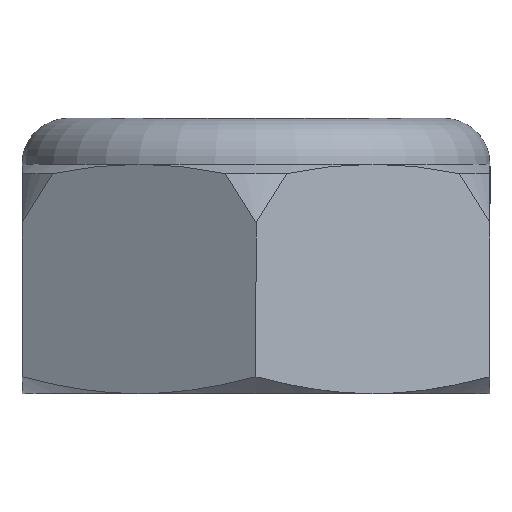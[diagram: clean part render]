
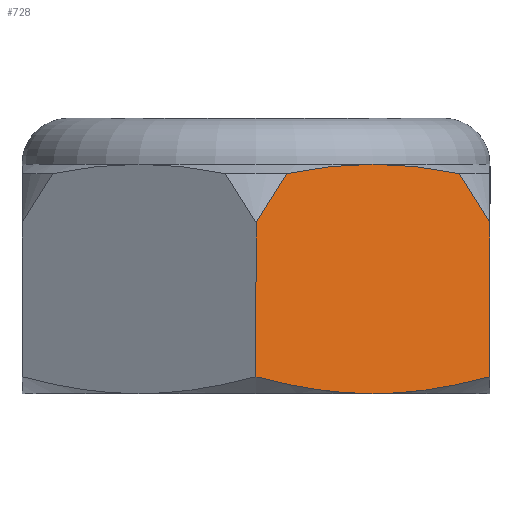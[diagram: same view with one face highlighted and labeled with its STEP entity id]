
A CAD part, front view. The second image highlights one B-rep face of the part: STEP entity #728.
In plain terms, the highlighted face is planar.
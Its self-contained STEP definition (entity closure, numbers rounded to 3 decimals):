
#22=(
BOUNDED_CURVE()
B_SPLINE_CURVE(2,(#1386,#1387,#1388),.UNSPECIFIED.,.F.,.F.)
B_SPLINE_CURVE_WITH_KNOTS((3,3),(0.,0.219),.UNSPECIFIED.)
CURVE()
GEOMETRIC_REPRESENTATION_ITEM()
RATIONAL_B_SPLINE_CURVE((1.,1.002,1.))
REPRESENTATION_ITEM('')
);
#25=(
BOUNDED_CURVE()
B_SPLINE_CURVE(2,(#1401,#1402,#1403),.UNSPECIFIED.,.F.,.F.)
B_SPLINE_CURVE_WITH_KNOTS((3,3),(0.016,0.235),
 .UNSPECIFIED.)
CURVE()
GEOMETRIC_REPRESENTATION_ITEM()
RATIONAL_B_SPLINE_CURVE((1.,1.002,1.))
REPRESENTATION_ITEM('')
);
#36=(
BOUNDED_CURVE()
B_SPLINE_CURVE(2,(#1547,#1548,#1549),.UNSPECIFIED.,.F.,.F.)
B_SPLINE_CURVE_WITH_KNOTS((3,3),(1.829,2.877),
 .UNSPECIFIED.)
CURVE()
GEOMETRIC_REPRESENTATION_ITEM()
RATIONAL_B_SPLINE_CURVE((2.021,2.177,2.177))
REPRESENTATION_ITEM('')
);
#43=(
BOUNDED_CURVE()
B_SPLINE_CURVE(2,(#3251,#3252,#3253),.UNSPECIFIED.,.F.,.F.)
B_SPLINE_CURVE_WITH_KNOTS((3,3),(2.877,3.926),
 .UNSPECIFIED.)
CURVE()
GEOMETRIC_REPRESENTATION_ITEM()
RATIONAL_B_SPLINE_CURVE((2.177,2.177,2.021))
REPRESENTATION_ITEM('')
);
#48=(
BOUNDED_CURVE()
B_SPLINE_CURVE(2,(#3269,#3270,#3271),.UNSPECIFIED.,.F.,.F.)
B_SPLINE_CURVE_WITH_KNOTS((3,3),(2.877,3.674),
 .UNSPECIFIED.)
CURVE()
GEOMETRIC_REPRESENTATION_ITEM()
RATIONAL_B_SPLINE_CURVE((2.177,2.177,2.087))
REPRESENTATION_ITEM('')
);
#51=(
BOUNDED_CURVE()
B_SPLINE_CURVE(2,(#3279,#3280,#3281),.UNSPECIFIED.,.F.,.F.)
B_SPLINE_CURVE_WITH_KNOTS((3,3),(2.081,2.877),
 .UNSPECIFIED.)
CURVE()
GEOMETRIC_REPRESENTATION_ITEM()
RATIONAL_B_SPLINE_CURVE((2.087,2.177,2.177))
REPRESENTATION_ITEM('')
);
#110=PLANE('',#823);
#127=LINE('',#3307,#142);
#128=LINE('',#3309,#143);
#142=VECTOR('',#991,1000.);
#143=VECTOR('',#994,1000.);
#199=FACE_OUTER_BOUND('',#249,.T.);
#249=EDGE_LOOP('',(#645,#646,#647,#648,#649,#650,#651,#652));
#315=VERTEX_POINT('',#1384);
#316=VERTEX_POINT('',#1385);
#318=VERTEX_POINT('',#1395);
#320=VERTEX_POINT('',#1400);
#339=VERTEX_POINT('',#1543);
#341=VERTEX_POINT('',#1546);
#347=VERTEX_POINT('',#1565);
#358=VERTEX_POINT('',#3247);
#389=EDGE_CURVE('',#315,#316,#22,.T.);
#393=EDGE_CURVE('',#320,#318,#25,.T.);
#420=EDGE_CURVE('',#341,#339,#36,.T.);
#450=EDGE_CURVE('',#339,#358,#43,.T.);
#455=EDGE_CURVE('',#347,#320,#48,.T.);
#458=EDGE_CURVE('',#316,#347,#51,.T.);
#465=EDGE_CURVE('',#315,#358,#127,.T.);
#466=EDGE_CURVE('',#318,#341,#128,.T.);
#645=ORIENTED_EDGE('',*,*,#393,.T.);
#646=ORIENTED_EDGE('',*,*,#466,.T.);
#647=ORIENTED_EDGE('',*,*,#420,.T.);
#648=ORIENTED_EDGE('',*,*,#450,.T.);
#649=ORIENTED_EDGE('',*,*,#465,.F.);
#650=ORIENTED_EDGE('',*,*,#389,.T.);
#651=ORIENTED_EDGE('',*,*,#458,.T.);
#652=ORIENTED_EDGE('',*,*,#455,.T.);
#728=ADVANCED_FACE('',(#199),#110,.F.);
#823=AXIS2_PLACEMENT_3D('',#3308,#992,#993);
#991=DIRECTION('',(0.,-1.,0.));
#992=DIRECTION('center_axis',(-0.5,0.,-0.866));
#993=DIRECTION('ref_axis',(-0.866,0.,0.5));
#994=DIRECTION('',(0.,-1.,0.));
#1384=CARTESIAN_POINT('',(8.5,6.202,4.907));
#1385=CARTESIAN_POINT('',(7.378,7.99,5.555));
#1386=CARTESIAN_POINT('Ctrl Pts',(8.5,6.202,4.907));
#1387=CARTESIAN_POINT('Ctrl Pts',(7.922,7.232,5.241));
#1388=CARTESIAN_POINT('Ctrl Pts',(7.378,7.99,5.555));
#1395=CARTESIAN_POINT('',(0.,6.202,9.815));
#1400=CARTESIAN_POINT('',(1.122,7.99,9.167));
#1401=CARTESIAN_POINT('Ctrl Pts',(1.122,7.99,9.167));
#1402=CARTESIAN_POINT('Ctrl Pts',(0.578,7.232,9.481));
#1403=CARTESIAN_POINT('Ctrl Pts',(0.,6.202,
9.815));
#1543=CARTESIAN_POINT('',(4.25,0.,7.361));
#1546=CARTESIAN_POINT('',(0.,0.613,9.815));
#1547=CARTESIAN_POINT('Ctrl Pts',(0.,0.613,
9.815));
#1548=CARTESIAN_POINT('Ctrl Pts',(2.278,0.,
8.5));
#1549=CARTESIAN_POINT('Ctrl Pts',(4.25,0.,
7.361));
#1565=CARTESIAN_POINT('',(4.25,8.333,7.361));
#3247=CARTESIAN_POINT('',(8.5,0.613,4.907));
#3251=CARTESIAN_POINT('Ctrl Pts',(4.25,0.,
7.361));
#3252=CARTESIAN_POINT('Ctrl Pts',(6.222,0.,
6.222));
#3253=CARTESIAN_POINT('Ctrl Pts',(8.5,0.613,4.907));
#3269=CARTESIAN_POINT('Ctrl Pts',(4.25,8.333,7.361));
#3270=CARTESIAN_POINT('Ctrl Pts',(2.751,8.333,8.227));
#3271=CARTESIAN_POINT('Ctrl Pts',(1.122,7.99,9.167));
#3279=CARTESIAN_POINT('Ctrl Pts',(7.378,7.99,5.555));
#3280=CARTESIAN_POINT('Ctrl Pts',(5.749,8.333,6.496));
#3281=CARTESIAN_POINT('Ctrl Pts',(4.25,8.333,7.361));
#3307=CARTESIAN_POINT('',(8.5,10.,4.907));
#3308=CARTESIAN_POINT('Origin',(0.,10.,9.815));
#3309=CARTESIAN_POINT('',(0.,10.,9.815));
